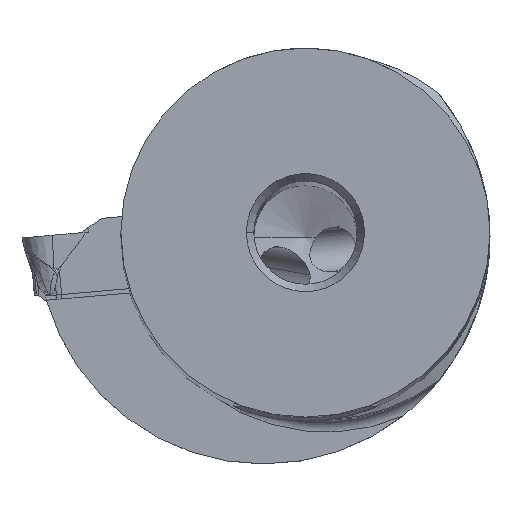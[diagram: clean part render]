
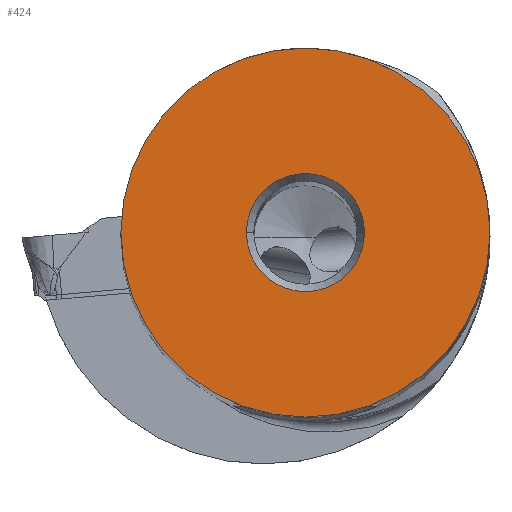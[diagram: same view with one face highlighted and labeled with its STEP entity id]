
A CAD part, top view. The second image highlights one B-rep face of the part: STEP entity #424.
In plain terms, the highlighted planar face has unit normal (0, 0, 1).
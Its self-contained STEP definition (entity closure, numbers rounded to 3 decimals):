
#57=FACE_BOUND('',#805,.T.);
#58=FACE_BOUND('',#806,.T.);
#131=PLANE('',#3912);
#424=ADVANCED_FACE('',(#57,#58),#131,.T.);
#805=EDGE_LOOP('',(#1822,#1823));
#806=EDGE_LOOP('',(#1824,#1825));
#1822=ORIENTED_EDGE('',*,*,#2804,.T.);
#1823=ORIENTED_EDGE('',*,*,#2812,.T.);
#1824=ORIENTED_EDGE('',*,*,#2818,.T.);
#1825=ORIENTED_EDGE('',*,*,#2819,.T.);
#2274=VERTEX_POINT('',#11462);
#2275=VERTEX_POINT('',#11463);
#2286=VERTEX_POINT('',#11490);
#2287=VERTEX_POINT('',#11491);
#2804=EDGE_CURVE('',#2274,#2275,#3268,.T.);
#2812=EDGE_CURVE('',#2275,#2274,#3269,.T.);
#2818=EDGE_CURVE('',#2286,#2287,#3270,.T.);
#2819=EDGE_CURVE('',#2287,#2286,#3271,.T.);
#3268=CIRCLE('',#3900,12.5);
#3269=CIRCLE('',#3905,12.5);
#3270=CIRCLE('',#3910,4.);
#3271=CIRCLE('',#3911,4.);
#3900=AXIS2_PLACEMENT_3D('',#11461,#4476,#4477);
#3905=AXIS2_PLACEMENT_3D('',#11477,#4490,#4491);
#3910=AXIS2_PLACEMENT_3D('',#11489,#4502,#4503);
#3911=AXIS2_PLACEMENT_3D('',#11492,#4504,#4505);
#3912=AXIS2_PLACEMENT_3D('',#11493,#4506,#4507);
#4476=DIRECTION('',(0.,0.,1.));
#4477=DIRECTION('',(-1.,0.,0.));
#4490=DIRECTION('',(0.,0.,1.));
#4491=DIRECTION('',(1.,0.,0.));
#4502=DIRECTION('',(0.,0.,-1.));
#4503=DIRECTION('',(-1.,0.,0.));
#4504=DIRECTION('',(0.,0.,-1.));
#4505=DIRECTION('',(1.,0.,0.));
#4506=DIRECTION('',(0.,0.,1.));
#4507=DIRECTION('',(1.,0.,0.));
#11461=CARTESIAN_POINT('',(0.,0.,0.));
#11462=CARTESIAN_POINT('',(-12.5,0.,0.));
#11463=CARTESIAN_POINT('',(12.5,0.,0.));
#11477=CARTESIAN_POINT('',(0.,0.,0.));
#11489=CARTESIAN_POINT('',(0.,0.,0.));
#11490=CARTESIAN_POINT('',(-4.,0.,0.));
#11491=CARTESIAN_POINT('',(4.,0.,0.));
#11492=CARTESIAN_POINT('',(0.,0.,0.));
#11493=CARTESIAN_POINT('',(0.,0.,0.));
